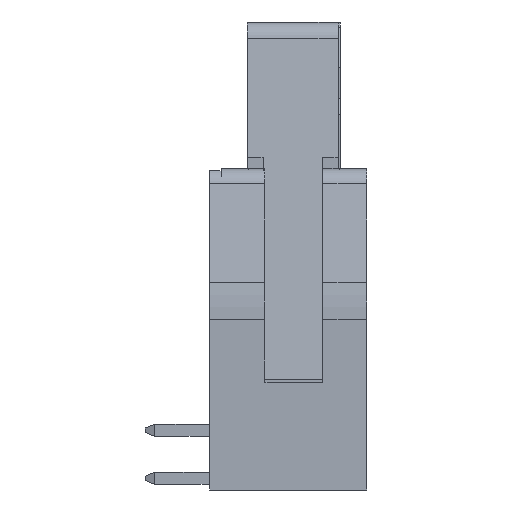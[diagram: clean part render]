
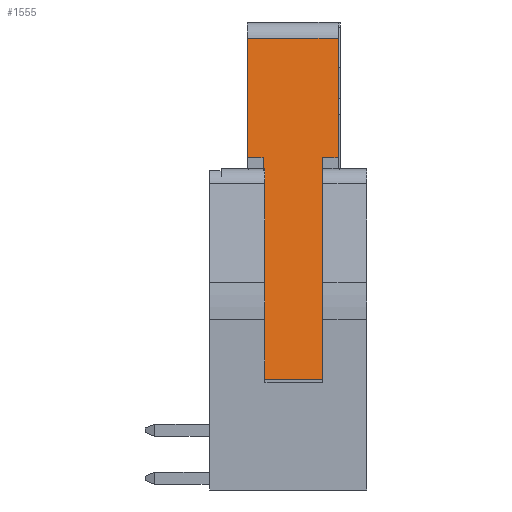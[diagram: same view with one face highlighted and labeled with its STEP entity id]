
A CAD part, left-side view. The second image highlights one B-rep face of the part: STEP entity #1555.
In plain terms, the highlighted face is planar.
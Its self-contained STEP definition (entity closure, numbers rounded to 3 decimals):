
#1555 = ADVANCED_FACE( '', ( #2936 ), #2937, .T. );
#2936 = FACE_OUTER_BOUND( '', #4247, .T. );
#2937 = PLANE( '', #4248 );
#4247 = EDGE_LOOP( '', ( #7736, #7737, #7738, #7739, #7740, #7741, #7742, #7743 ) );
#4248 = AXIS2_PLACEMENT_3D( '', #7744, #7745, #7746 );
#7736 = ORIENTED_EDGE( '', *, *, #9431, .T. );
#7737 = ORIENTED_EDGE( '', *, *, #10309, .F. );
#7738 = ORIENTED_EDGE( '', *, *, #9780, .F. );
#7739 = ORIENTED_EDGE( '', *, *, #9440, .T. );
#7740 = ORIENTED_EDGE( '', *, *, #10263, .F. );
#7741 = ORIENTED_EDGE( '', *, *, #8951, .F. );
#7742 = ORIENTED_EDGE( '', *, *, #10340, .T. );
#7743 = ORIENTED_EDGE( '', *, *, #10341, .F. );
#7744 = CARTESIAN_POINT( '', ( 2.278, -2.4, 11.55 ) );
#7745 = DIRECTION( '', ( 0.991, 0., 0.13 ) );
#7746 = DIRECTION( '', ( 0.13, 0., -0.991 ) );
#8951 = EDGE_CURVE( '', #10783, #10785, #10786, .T. );
#9431 = EDGE_CURVE( '', #11611, #11609, #11612, .T. );
#9440 = EDGE_CURVE( '', #11626, #11624, #11627, .T. );
#9780 = EDGE_CURVE( '', #11626, #12152, #12154, .T. );
#10263 = EDGE_CURVE( '', #10785, #11624, #12826, .T. );
#10309 = EDGE_CURVE( '', #12152, #11609, #12879, .T. );
#10340 = EDGE_CURVE( '', #10783, #12912, #12913, .T. );
#10341 = EDGE_CURVE( '', #11611, #12912, #12914, .T. );
#10783 = VERTEX_POINT( '', #13478 );
#10785 = VERTEX_POINT( '', #13481 );
#10786 = LINE( '', #13482, #13483 );
#11609 = VERTEX_POINT( '', #14677 );
#11611 = VERTEX_POINT( '', #14680 );
#11612 = LINE( '', #14681, #14682 );
#11624 = VERTEX_POINT( '', #14699 );
#11626 = VERTEX_POINT( '', #14702 );
#11627 = LINE( '', #14703, #14704 );
#12152 = VERTEX_POINT( '', #15479 );
#12154 = LINE( '', #15481, #15482 );
#12826 = LINE( '', #16529, #16530 );
#12879 = LINE( '', #16610, #16611 );
#12912 = VERTEX_POINT( '', #16658 );
#12913 = LINE( '', #16659, #16660 );
#12914 = LINE( '', #16661, #16662 );
#13478 = CARTESIAN_POINT( '', ( 4.65, -1.57, -6.49 ) );
#13481 = CARTESIAN_POINT( '', ( 3.107, -1.57, 5.248 ) );
#13482 = CARTESIAN_POINT( '', ( 3.107, -1.57, 5.248 ) );
#13483 = VECTOR( '', #17084, 1000. );
#14677 = CARTESIAN_POINT( '', ( 3.107, 2.4, 5.248 ) );
#14680 = CARTESIAN_POINT( '', ( 3.107, 1.57, 5.248 ) );
#14681 = CARTESIAN_POINT( '', ( 3.107, 1.57, 5.248 ) );
#14682 = VECTOR( '', #17544, 1000. );
#14699 = CARTESIAN_POINT( '', ( 3.107, -2.4, 5.248 ) );
#14702 = CARTESIAN_POINT( '', ( 2.278, -2.4, 11.55 ) );
#14703 = CARTESIAN_POINT( '', ( 2.278, -2.4, 11.55 ) );
#14704 = VECTOR( '', #17554, 1000. );
#15479 = CARTESIAN_POINT( '', ( 2.278, 2.4, 11.55 ) );
#15481 = CARTESIAN_POINT( '', ( 2.278, -2.4, 11.55 ) );
#15482 = VECTOR( '', #17850, 1000. );
#16529 = CARTESIAN_POINT( '', ( 3.107, -1.57, 5.248 ) );
#16530 = VECTOR( '', #18265, 1000. );
#16610 = CARTESIAN_POINT( '', ( 2.278, 2.4, 11.55 ) );
#16611 = VECTOR( '', #18293, 1000. );
#16658 = CARTESIAN_POINT( '', ( 4.65, 1.57, -6.49 ) );
#16659 = CARTESIAN_POINT( '', ( 4.65, -2.4, -6.49 ) );
#16660 = VECTOR( '', #18311, 1000. );
#16661 = CARTESIAN_POINT( '', ( 3.107, 1.57, 5.248 ) );
#16662 = VECTOR( '', #18312, 1000. );
#17084 = DIRECTION( '', ( -0.13, 0., 0.991 ) );
#17544 = DIRECTION( '', ( 0., 1., 0. ) );
#17554 = DIRECTION( '', ( 0.13, 0., -0.991 ) );
#17850 = DIRECTION( '', ( 0., 1., 0. ) );
#18265 = DIRECTION( '', ( 0., -1., 0. ) );
#18293 = DIRECTION( '', ( 0.13, 0., -0.991 ) );
#18311 = DIRECTION( '', ( 0., 1., 0. ) );
#18312 = DIRECTION( '', ( 0.13, 0., -0.991 ) );
